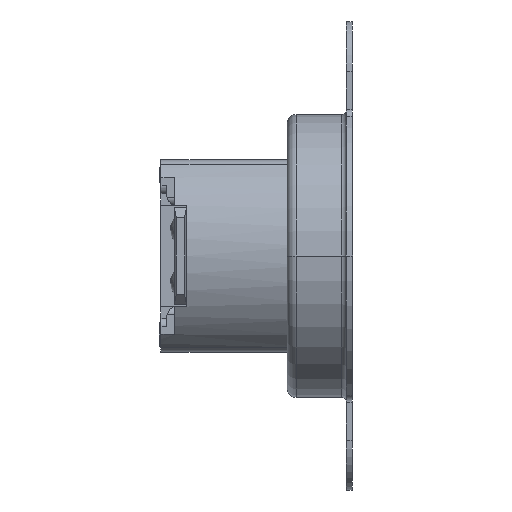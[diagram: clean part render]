
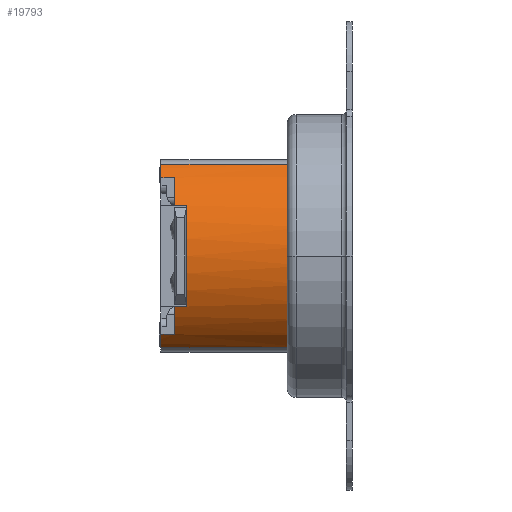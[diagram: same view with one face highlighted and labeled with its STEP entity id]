
A CAD part, left-side view. The second image highlights one B-rep face of the part: STEP entity #19793.
In plain terms, the highlighted cylindrical face has radius 7.309 mm (diameter 14.618 mm), a partial arc.
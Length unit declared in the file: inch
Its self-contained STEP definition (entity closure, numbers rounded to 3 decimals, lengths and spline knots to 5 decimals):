
#11 = CIRCLE ( 'NONE', #6934, 0.28775 ) ;
#61 = VERTEX_POINT ( 'NONE', #8341 ) ;
#643 = DIRECTION ( 'NONE',  ( 0., 0., -1. ) ) ;
#880 = DIRECTION ( 'NONE',  ( 0., 1., 0. ) ) ;
#986 = VECTOR ( 'NONE', #18767, 39.37008 ) ;
#1034 = ORIENTED_EDGE ( 'NONE', *, *, #2340, .T. ) ;
#1457 = DIRECTION ( 'NONE',  ( 0., 1., 0. ) ) ;
#1793 = CARTESIAN_POINT ( 'NONE',  ( -0.16849, 0.0655, 0.23326 ) ) ;
#2254 = CARTESIAN_POINT ( 'NONE',  ( -0.16849, -0.31, 0.23326 ) ) ;
#2340 = EDGE_CURVE ( 'NONE', #21313, #7994, #15398, .T. ) ;
#2369 = VERTEX_POINT ( 'NONE', #2664 ) ;
#2464 = CARTESIAN_POINT ( 'NONE',  ( 0., 0.0305, 0. ) ) ;
#2556 = AXIS2_PLACEMENT_3D ( 'NONE', #17169, #880, #6322 ) ;
#2661 = CIRCLE ( 'NONE', #14426, 0.28775 ) ;
#2664 = CARTESIAN_POINT ( 'NONE',  ( -0.16849, -0.31, -0.23326 ) ) ;
#2853 = EDGE_CURVE ( 'NONE', #21313, #5735, #2661, .T. ) ;
#2949 = VERTEX_POINT ( 'NONE', #11547 ) ;
#3350 = LINE ( 'NONE', #11207, #17184 ) ;
#3423 = EDGE_CURVE ( 'NONE', #7079, #61, #22950, .T. ) ;
#3682 = VERTEX_POINT ( 'NONE', #2254 ) ;
#4010 = ORIENTED_EDGE ( 'NONE', *, *, #15884, .T. ) ;
#4268 = DIRECTION ( 'NONE',  ( 0., 0., 1. ) ) ;
#4560 = CARTESIAN_POINT ( 'NONE',  ( -0.20754, 0.0655, -0.19932 ) ) ;
#4596 = CARTESIAN_POINT ( 'NONE',  ( 0., -0.31, 0. ) ) ;
#4877 = DIRECTION ( 'NONE',  ( 0., -1., 0. ) ) ;
#5300 = ORIENTED_EDGE ( 'NONE', *, *, #3423, .T. ) ;
#5735 = VERTEX_POINT ( 'NONE', #1793 ) ;
#5886 = DIRECTION ( 'NONE',  ( 0., -1., 0. ) ) ;
#6221 = VECTOR ( 'NONE', #20961, 39.37008 ) ;
#6322 = DIRECTION ( 'NONE',  ( 0., 0., 1. ) ) ;
#6400 = DIRECTION ( 'NONE',  ( 0., 0., 1. ) ) ;
#6780 = EDGE_CURVE ( 'NONE', #11668, #2949, #12769, .T. ) ;
#6852 = EDGE_CURVE ( 'NONE', #3682, #5735, #11038, .T. ) ;
#6934 = AXIS2_PLACEMENT_3D ( 'NONE', #2464, #15083, #4268 ) ;
#7079 = VERTEX_POINT ( 'NONE', #18294 ) ;
#7954 = EDGE_CURVE ( 'NONE', #2949, #14225, #11, .T. ) ;
#7994 = VERTEX_POINT ( 'NONE', #11442 ) ;
#8317 = CARTESIAN_POINT ( 'NONE',  ( -0.25746, 0.0305, 0.1285 ) ) ;
#8341 = CARTESIAN_POINT ( 'NONE',  ( -0.25746, 0., 0.1285 ) ) ;
#8424 = AXIS2_PLACEMENT_3D ( 'NONE', #12253, #1457, #14089 ) ;
#8545 = CARTESIAN_POINT ( 'NONE',  ( 0., 0., 0. ) ) ;
#9275 = CYLINDRICAL_SURFACE ( 'NONE', #2556, 0.28775 ) ;
#9357 = CARTESIAN_POINT ( 'NONE',  ( 0., 0.0305, 0. ) ) ;
#9445 = EDGE_LOOP ( 'NONE', ( #12085, #17053, #18365, #20246, #18080, #11712, #4010, #18863, #23318, #1034, #13970, #5300 ) ) ;
#10394 = DIRECTION ( 'NONE',  ( 0., 0., 1. ) ) ;
#10555 = CIRCLE ( 'NONE', #11997, 0.28775 ) ;
#10614 = AXIS2_PLACEMENT_3D ( 'NONE', #9357, #21993, #11185 ) ;
#10640 = CARTESIAN_POINT ( 'NONE',  ( -0.25746, 0.0305, -0.1285 ) ) ;
#10984 = CARTESIAN_POINT ( 'NONE',  ( -0.20754, 0.0655, 0.19932 ) ) ;
#11038 = LINE ( 'NONE', #11899, #6221 ) ;
#11185 = DIRECTION ( 'NONE',  ( 0., 0., -1. ) ) ;
#11207 = CARTESIAN_POINT ( 'NONE',  ( -0.16849, -0.31, -0.23326 ) ) ;
#11442 = CARTESIAN_POINT ( 'NONE',  ( -0.20754, 0.0305, 0.19932 ) ) ;
#11468 = DIRECTION ( 'NONE',  ( 0., 1., 0. ) ) ;
#11523 = VERTEX_POINT ( 'NONE', #17621 ) ;
#11547 = CARTESIAN_POINT ( 'NONE',  ( -0.20754, 0.0305, -0.19932 ) ) ;
#11668 = VERTEX_POINT ( 'NONE', #18084 ) ;
#11712 = ORIENTED_EDGE ( 'NONE', *, *, #15254, .F. ) ;
#11899 = CARTESIAN_POINT ( 'NONE',  ( -0.16849, -0.31, 0.23326 ) ) ;
#11997 = AXIS2_PLACEMENT_3D ( 'NONE', #8545, #21201, #10394 ) ;
#12085 = ORIENTED_EDGE ( 'NONE', *, *, #12230, .F. ) ;
#12140 = LINE ( 'NONE', #22049, #21153 ) ;
#12230 = EDGE_CURVE ( 'NONE', #19403, #61, #10555, .T. ) ;
#12253 = CARTESIAN_POINT ( 'NONE',  ( 0., 0.0655, 0. ) ) ;
#12769 = LINE ( 'NONE', #4560, #18129 ) ;
#13129 = CIRCLE ( 'NONE', #10614, 0.28775 ) ;
#13307 = CIRCLE ( 'NONE', #8424, 0.28775 ) ;
#13970 = ORIENTED_EDGE ( 'NONE', *, *, #23392, .F. ) ;
#14089 = DIRECTION ( 'NONE',  ( 0., 0., 1. ) ) ;
#14225 = VERTEX_POINT ( 'NONE', #10640 ) ;
#14324 = EDGE_CURVE ( 'NONE', #14225, #19403, #12140, .T. ) ;
#14426 = AXIS2_PLACEMENT_3D ( 'NONE', #22257, #11468, #643 ) ;
#14614 = CARTESIAN_POINT ( 'NONE',  ( -0.25746, 0., -0.1285 ) ) ;
#15083 = DIRECTION ( 'NONE',  ( 0., 1., 0. ) ) ;
#15254 = EDGE_CURVE ( 'NONE', #2369, #11523, #3350, .T. ) ;
#15398 = LINE ( 'NONE', #20577, #986 ) ;
#15884 = EDGE_CURVE ( 'NONE', #2369, #3682, #21379, .T. ) ;
#17053 = ORIENTED_EDGE ( 'NONE', *, *, #14324, .F. ) ;
#17169 = CARTESIAN_POINT ( 'NONE',  ( 0., -0.31, 0. ) ) ;
#17184 = VECTOR ( 'NONE', #20292, 39.37008 ) ;
#17246 = DIRECTION ( 'NONE',  ( 0., 1., 0. ) ) ;
#17621 = CARTESIAN_POINT ( 'NONE',  ( -0.16849, 0.0655, -0.23326 ) ) ;
#18080 = ORIENTED_EDGE ( 'NONE', *, *, #18085, .F. ) ;
#18084 = CARTESIAN_POINT ( 'NONE',  ( -0.20754, 0.0655, -0.19932 ) ) ;
#18085 = EDGE_CURVE ( 'NONE', #11523, #11668, #13307, .T. ) ;
#18129 = VECTOR ( 'NONE', #20812, 39.37008 ) ;
#18182 = VECTOR ( 'NONE', #4877, 39.37008 ) ;
#18294 = CARTESIAN_POINT ( 'NONE',  ( -0.25746, 0.0305, 0.1285 ) ) ;
#18365 = ORIENTED_EDGE ( 'NONE', *, *, #7954, .F. ) ;
#18767 = DIRECTION ( 'NONE',  ( 0., -1., 0. ) ) ;
#18863 = ORIENTED_EDGE ( 'NONE', *, *, #6852, .T. ) ;
#18900 = FACE_OUTER_BOUND ( 'NONE', #9445, .T. ) ;
#19403 = VERTEX_POINT ( 'NONE', #14614 ) ;
#19793 = ADVANCED_FACE ( 'NONE', ( #18900 ), #9275, .T. ) ;
#20246 = ORIENTED_EDGE ( 'NONE', *, *, #6780, .F. ) ;
#20292 = DIRECTION ( 'NONE',  ( 0., 1., 0. ) ) ;
#20577 = CARTESIAN_POINT ( 'NONE',  ( -0.20754, 0.0655, 0.19932 ) ) ;
#20812 = DIRECTION ( 'NONE',  ( 0., -1., 0. ) ) ;
#20961 = DIRECTION ( 'NONE',  ( 0., 1., 0. ) ) ;
#21153 = VECTOR ( 'NONE', #5886, 39.37008 ) ;
#21201 = DIRECTION ( 'NONE',  ( 0., 1., 0. ) ) ;
#21313 = VERTEX_POINT ( 'NONE', #10984 ) ;
#21379 = CIRCLE ( 'NONE', #22433, 0.28775 ) ;
#21993 = DIRECTION ( 'NONE',  ( 0., 1., 0. ) ) ;
#22049 = CARTESIAN_POINT ( 'NONE',  ( -0.25746, 0.0305, -0.1285 ) ) ;
#22257 = CARTESIAN_POINT ( 'NONE',  ( 0., 0.0655, 0. ) ) ;
#22433 = AXIS2_PLACEMENT_3D ( 'NONE', #4596, #17246, #6400 ) ;
#22950 = LINE ( 'NONE', #8317, #18182 ) ;
#23318 = ORIENTED_EDGE ( 'NONE', *, *, #2853, .F. ) ;
#23392 = EDGE_CURVE ( 'NONE', #7079, #7994, #13129, .T. ) ;
